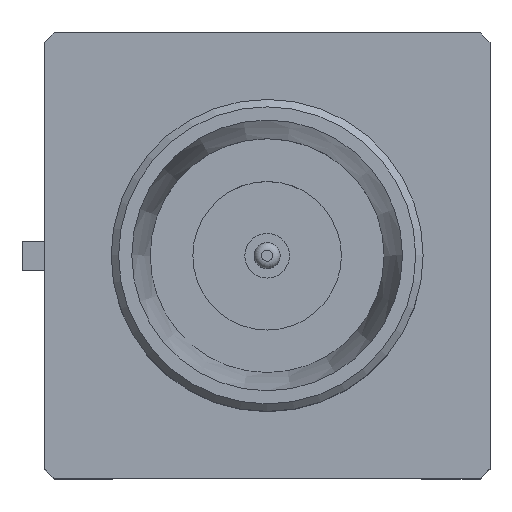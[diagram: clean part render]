
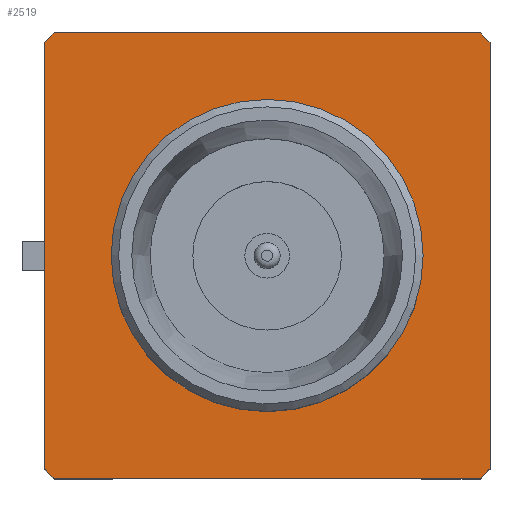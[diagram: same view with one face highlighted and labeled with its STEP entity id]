
A CAD part, top view. The second image highlights one B-rep face of the part: STEP entity #2519.
In plain terms, the highlighted planar face has unit normal (0, 0, 1).
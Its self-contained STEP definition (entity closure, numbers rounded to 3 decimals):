
#161=LINE('',#3599,#349);
#168=LINE('',#3612,#356);
#177=LINE('',#3630,#365);
#192=LINE('',#3668,#380);
#349=VECTOR('',#3049,1000.);
#356=VECTOR('',#3062,1000.);
#365=VECTOR('',#3077,1000.);
#380=VECTOR('',#3114,1000.);
#728=ORIENTED_EDGE('',*,*,#1034,.T.);
#729=ORIENTED_EDGE('',*,*,#1142,.F.);
#730=ORIENTED_EDGE('',*,*,#1143,.T.);
#731=ORIENTED_EDGE('',*,*,#1107,.F.);
#732=ORIENTED_EDGE('',*,*,#1033,.T.);
#733=ORIENTED_EDGE('',*,*,#1114,.F.);
#734=ORIENTED_EDGE('',*,*,#1030,.T.);
#735=ORIENTED_EDGE('',*,*,#1123,.F.);
#736=ORIENTED_EDGE('',*,*,#1141,.T.);
#1030=EDGE_CURVE('',#1267,#1268,#1402,.F.);
#1033=EDGE_CURVE('',#1269,#1270,#1403,.F.);
#1034=EDGE_CURVE('',#1271,#1271,#1404,.T.);
#1107=EDGE_CURVE('',#1269,#1326,#161,.T.);
#1114=EDGE_CURVE('',#1267,#1270,#168,.T.);
#1123=EDGE_CURVE('',#1337,#1268,#177,.T.);
#1141=EDGE_CURVE('',#1337,#1349,#1430,.F.);
#1142=EDGE_CURVE('',#1350,#1349,#192,.T.);
#1143=EDGE_CURVE('',#1350,#1326,#1431,.F.);
#1267=VERTEX_POINT('',#3437);
#1268=VERTEX_POINT('',#3439);
#1269=VERTEX_POINT('',#3443);
#1270=VERTEX_POINT('',#3445);
#1271=VERTEX_POINT('',#3449);
#1326=VERTEX_POINT('',#3593);
#1337=VERTEX_POINT('',#3629);
#1349=VERTEX_POINT('',#3665);
#1350=VERTEX_POINT('',#3669);
#1402=CIRCLE('',#2618,4.15);
#1403=CIRCLE('',#2620,4.15);
#1404=CIRCLE('',#2622,2.1);
#1430=CIRCLE('',#2680,4.15);
#1431=CIRCLE('',#2682,4.15);
#1517=EDGE_LOOP('',(#728));
#1518=EDGE_LOOP('',(#729,#730,#731,#732,#733,#734,#735,#736));
#1631=FACE_BOUND('',#1517,.T.);
#1632=FACE_BOUND('',#1518,.T.);
#1714=PLANE('',#2681);
#2519=ADVANCED_FACE('',(#1631,#1632),#1714,.F.);
#2618=AXIS2_PLACEMENT_3D('',#3440,#2903,#2904);
#2620=AXIS2_PLACEMENT_3D('',#3446,#2909,#2910);
#2622=AXIS2_PLACEMENT_3D('',#3448,#2913,#2914);
#2680=AXIS2_PLACEMENT_3D('',#3666,#3110,#3111);
#2681=AXIS2_PLACEMENT_3D('',#3667,#3112,#3113);
#2682=AXIS2_PLACEMENT_3D('',#3670,#3115,#3116);
#2903=DIRECTION('',(0.,0.,-1.));
#2904=DIRECTION('',(-1.,0.,0.));
#2909=DIRECTION('',(0.,0.,-1.));
#2910=DIRECTION('',(-1.,0.,0.));
#2913=DIRECTION('',(0.,0.,-1.));
#2914=DIRECTION('',(0.,-1.,0.));
#3049=DIRECTION('',(-1.,0.,0.));
#3062=DIRECTION('',(0.,-1.,0.));
#3077=DIRECTION('',(1.,0.,0.));
#3110=DIRECTION('',(0.,0.,-1.));
#3111=DIRECTION('',(-1.,0.,0.));
#3112=DIRECTION('',(0.,0.,-1.));
#3113=DIRECTION('',(-1.,0.,0.));
#3114=DIRECTION('',(0.,1.,0.));
#3115=DIRECTION('',(0.,0.,-1.));
#3116=DIRECTION('',(-1.,0.,0.));
#3437=CARTESIAN_POINT('',(3.,2.867,0.));
#3439=CARTESIAN_POINT('',(2.867,3.,0.));
#3440=CARTESIAN_POINT('',(0.,0.,0.));
#3443=CARTESIAN_POINT('',(2.867,-3.,0.));
#3445=CARTESIAN_POINT('',(3.,-2.867,0.));
#3446=CARTESIAN_POINT('',(0.,0.,0.));
#3448=CARTESIAN_POINT('',(0.,0.,0.));
#3449=CARTESIAN_POINT('',(0.,-2.1,0.));
#3593=CARTESIAN_POINT('',(-2.867,-3.,0.));
#3599=CARTESIAN_POINT('',(3.,-3.,0.));
#3612=CARTESIAN_POINT('',(3.,3.,0.));
#3629=CARTESIAN_POINT('',(-2.867,3.,0.));
#3630=CARTESIAN_POINT('',(-3.,3.,0.));
#3665=CARTESIAN_POINT('',(-3.,2.867,0.));
#3666=CARTESIAN_POINT('',(0.,0.,0.));
#3667=CARTESIAN_POINT('',(0.,0.,0.));
#3668=CARTESIAN_POINT('',(-3.,-3.,0.));
#3669=CARTESIAN_POINT('',(-3.,-2.867,0.));
#3670=CARTESIAN_POINT('',(0.,0.,0.));
